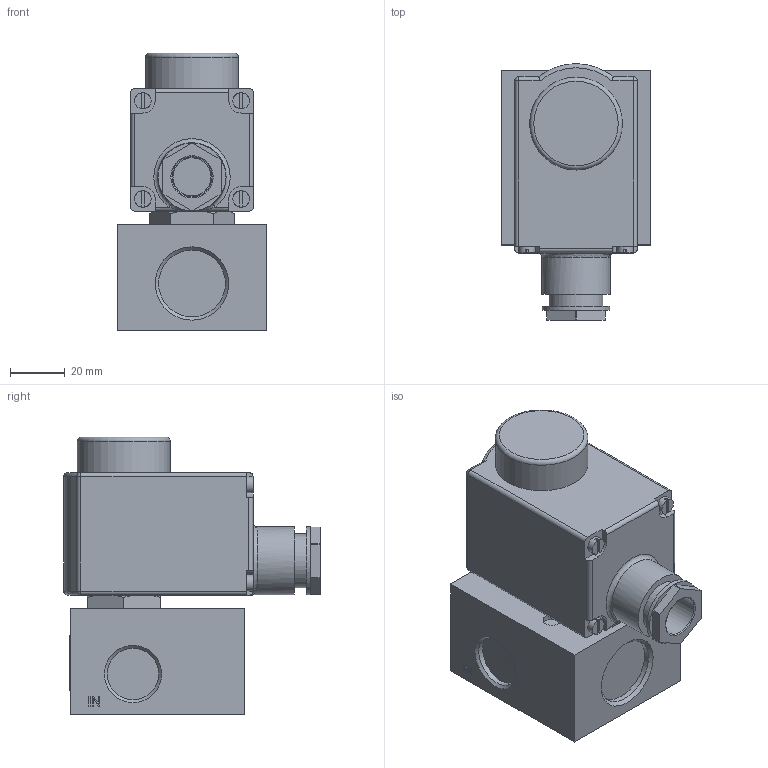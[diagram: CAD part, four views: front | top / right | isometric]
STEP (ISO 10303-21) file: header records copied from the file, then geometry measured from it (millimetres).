
FILE_DESCRIPTION(/* description */ (''),/* implementation_level */ '2;1');
FILE_NAME(/* name */ '017908_A.stp',/* time_stamp */ '2011-10-25T12:21:59+02:00',/* author */ (''),/* organization */ (''),/* preprocessor_version */ 'ST-DEVELOPER v11',/* originating_system */ 'SIEMENS UGS NX 6.0',/* authorisation */ '');
FILE_SCHEMA (('CONFIG_CONTROL_DESIGN'));
Length unit declared in the file: millimetre
Products named in the file (1): f38243C9lwuj
Bounding box: 55 x 94 x 101.9 mm (x, y, z)
Volume: 266819.3 mm3; surface area: 43024.8 mm2
Topology: 1 solids, 1 shells, 637 faces, 1648 edges, 1079 vertices
Faces by surface type: plane 424, cylinder 126, extrusion 55, cone 18, torus 7, sphere 4, bspline 3
Full cylindrical faces by diameter (mm): 1.358 x1, 1.558 x1, 6 x4, 6.5 x4, 14 x1, 14.7 x1, 19 x2, 19.15 x1, 19.794 x1, 19.85 x1, 21.732 x1, 24.5 x1, 24.86 x1, 25 x1, 31.5 x1, 34 x1
Entity records: 21808 total; most frequent: CARTESIAN_POINT 6413, ORIENTED_EDGE 3190, DIRECTION 2953, EDGE_CURVE 1595, VECTOR 1241, LINE 1186, VERTEX_POINT 1065, AXIS2_PLACEMENT_3D 856
